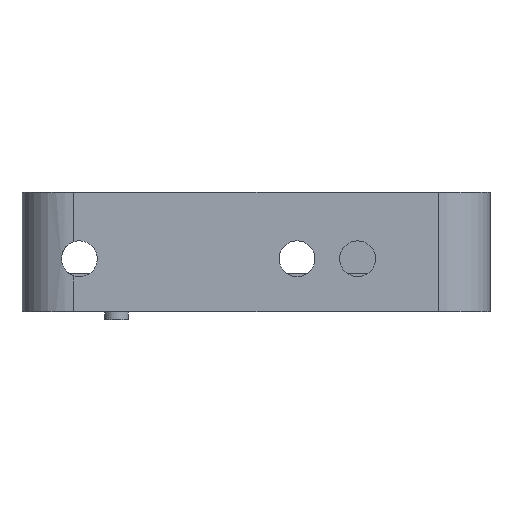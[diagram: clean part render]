
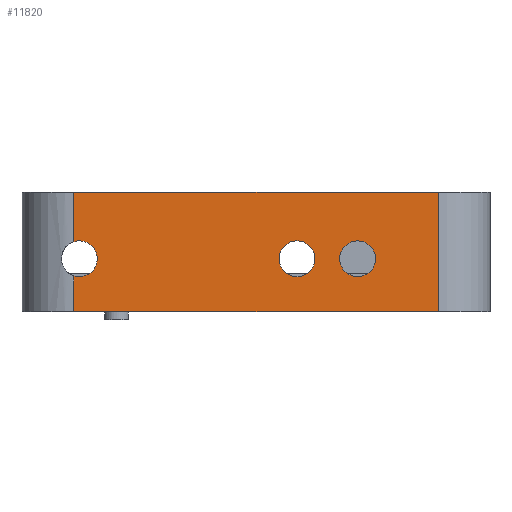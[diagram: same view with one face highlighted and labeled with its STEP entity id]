
A CAD part, left-side view. The second image highlights one B-rep face of the part: STEP entity #11820.
In plain terms, the highlighted planar face has unit normal (-1, 0, 0).
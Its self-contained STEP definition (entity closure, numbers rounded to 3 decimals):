
#406=FACE_BOUND('',#4486,.T.);
#407=FACE_BOUND('',#4487,.T.);
#1470=LINE('',#18894,#2653);
#1568=LINE('',#19388,#2751);
#1569=LINE('',#19390,#2752);
#1570=LINE('',#19391,#2753);
#1571=LINE('',#19392,#2754);
#2653=VECTOR('',#15572,10.);
#2751=VECTOR('',#15944,10.);
#2752=VECTOR('',#15945,10.);
#2753=VECTOR('',#15946,10.);
#2754=VECTOR('',#15947,10.);
#3538=FACE_OUTER_BOUND('',#4485,.T.);
#4485=EDGE_LOOP('',(#10739,#10740,#10741,#10742,#10743,#10744));
#4486=EDGE_LOOP('',(#10745));
#4487=EDGE_LOOP('',(#10746));
#4934=CIRCLE('',#12816,4.5);
#4935=CIRCLE('',#12818,4.5);
#4938=CIRCLE('',#12823,4.5);
#5885=VERTEX_POINT('',#18892);
#5886=VERTEX_POINT('',#18893);
#6003=VERTEX_POINT('',#19275);
#6004=VERTEX_POINT('',#19279);
#6011=VERTEX_POINT('',#19333);
#6013=VERTEX_POINT('',#19345);
#6017=VERTEX_POINT('',#19387);
#6018=VERTEX_POINT('',#19389);
#7428=EDGE_CURVE('',#5885,#5886,#1470,.T.);
#7590=EDGE_CURVE('',#6003,#6003,#4934,.T.);
#7592=EDGE_CURVE('',#6004,#6004,#4935,.T.);
#7602=EDGE_CURVE('',#6013,#6011,#4938,.T.);
#7611=EDGE_CURVE('',#6017,#6011,#1568,.T.);
#7612=EDGE_CURVE('',#6018,#6017,#1569,.T.);
#7613=EDGE_CURVE('',#6018,#5886,#1570,.T.);
#7614=EDGE_CURVE('',#6013,#5885,#1571,.T.);
#10739=ORIENTED_EDGE('',*,*,#7602,.T.);
#10740=ORIENTED_EDGE('',*,*,#7611,.F.);
#10741=ORIENTED_EDGE('',*,*,#7612,.F.);
#10742=ORIENTED_EDGE('',*,*,#7613,.T.);
#10743=ORIENTED_EDGE('',*,*,#7428,.F.);
#10744=ORIENTED_EDGE('',*,*,#7614,.F.);
#10745=ORIENTED_EDGE('',*,*,#7590,.T.);
#10746=ORIENTED_EDGE('',*,*,#7592,.T.);
#11257=PLANE('',#12825);
#11820=ADVANCED_FACE('',(#3538,#406,#407),#11257,.T.);
#12816=AXIS2_PLACEMENT_3D('',#19276,#15916,#15917);
#12818=AXIS2_PLACEMENT_3D('',#19280,#15921,#15922);
#12823=AXIS2_PLACEMENT_3D('',#19346,#15933,#15934);
#12825=AXIS2_PLACEMENT_3D('',#19386,#15942,#15943);
#15572=DIRECTION('',(0.,-1.,0.));
#15916=DIRECTION('center_axis',(1.,0.,0.));
#15917=DIRECTION('ref_axis',(0.,-1.,0.));
#15921=DIRECTION('center_axis',(1.,0.,0.));
#15922=DIRECTION('ref_axis',(0.,-1.,0.));
#15933=DIRECTION('center_axis',(1.,0.,0.));
#15934=DIRECTION('ref_axis',(0.,-1.,0.));
#15942=DIRECTION('center_axis',(-1.,0.,0.));
#15943=DIRECTION('ref_axis',(0.,-1.,0.));
#15944=DIRECTION('',(0.,0.,1.));
#15945=DIRECTION('',(0.,1.,0.));
#15946=DIRECTION('',(0.,0.,1.));
#15947=DIRECTION('',(0.,0.,1.));
#18892=CARTESIAN_POINT('',(36.599,-101.52,152.885));
#18893=CARTESIAN_POINT('',(36.599,-192.88,152.885));
#18894=CARTESIAN_POINT('',(36.599,-124.36,152.885));
#19275=CARTESIAN_POINT('',(36.599,-152.98,136.185));
#19276=CARTESIAN_POINT('Origin',(36.599,-157.48,136.185));
#19279=CARTESIAN_POINT('',(36.599,-168.18,136.185));
#19280=CARTESIAN_POINT('Origin',(36.599,-172.68,136.185));
#19333=CARTESIAN_POINT('',(36.599,-101.52,131.899));
#19345=CARTESIAN_POINT('',(36.599,-101.52,140.471));
#19346=CARTESIAN_POINT('Origin',(36.599,-102.89,136.185));
#19386=CARTESIAN_POINT('Origin',(36.599,-101.52,122.885));
#19387=CARTESIAN_POINT('',(36.599,-101.52,122.885));
#19388=CARTESIAN_POINT('',(36.599,-101.52,122.885));
#19389=CARTESIAN_POINT('',(36.599,-192.88,122.885));
#19390=CARTESIAN_POINT('',(36.599,-192.88,122.885));
#19391=CARTESIAN_POINT('',(36.599,-192.88,150.885));
#19392=CARTESIAN_POINT('',(36.599,-101.52,122.885));
